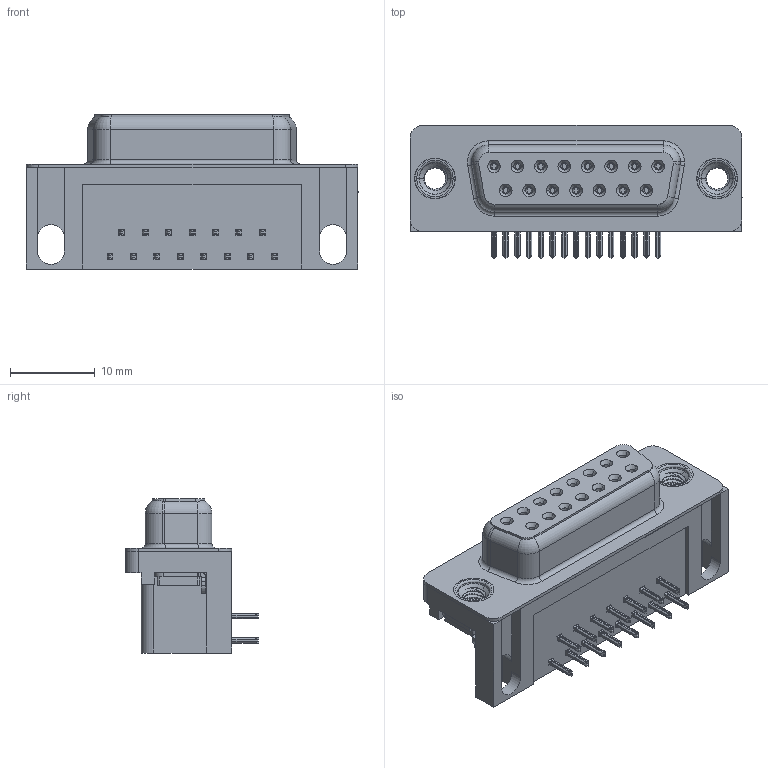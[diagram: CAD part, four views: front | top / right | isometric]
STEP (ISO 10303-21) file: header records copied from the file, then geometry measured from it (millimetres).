
FILE_DESCRIPTION (( 'STEP AP203' ), '1' );
FILE_NAME ('622-015-260-505.STEP', '2018-11-06T03:43:49', ( '' ), ( '' ), 'SwSTEP 2.0', 'SolidWorks 2016', '' );
FILE_SCHEMA (( 'CONFIG_CONTROL_DESIGN' ));
Length unit declared in the file: millimetre
Products named in the file (7): 622 Shell_15 Socket; 622 Socket Bottom; 622 Contact Top; 622 Non Board Mount; 622 M3 Threaded Rivet; 622-015-260-505; 622 Housing_15 Socket
Assembly tree (21 placements, depth 2):
  622-015-260-505
    622 Housing_15 Socket
    622 Shell_15 Socket
    622 Socket Bottom  x7
    622 Contact Top  x8
    622 Non Board Mount  x2
    622 M3 Threaded Rivet  x2
Bounding box: 39.22 x 15.73 x 18.2 mm (x, y, z)
Volume: 5146.5 mm3; surface area: 6546.4 mm2
Topology: 21 solids, 21 shells, 2423 faces, 6360 edges, 3994 vertices
Faces by surface type: plane 1074, cylinder 605, bspline 518, cone 188, torus 38
Entity records: 26097 total; most frequent: CARTESIAN_POINT 8662, ORIENTED_EDGE 3528, DIRECTION 3142, EDGE_CURVE 1764, VERTEX_POINT 1123, VECTOR 1084, LINE 1084, AXIS2_PLACEMENT_3D 1029
